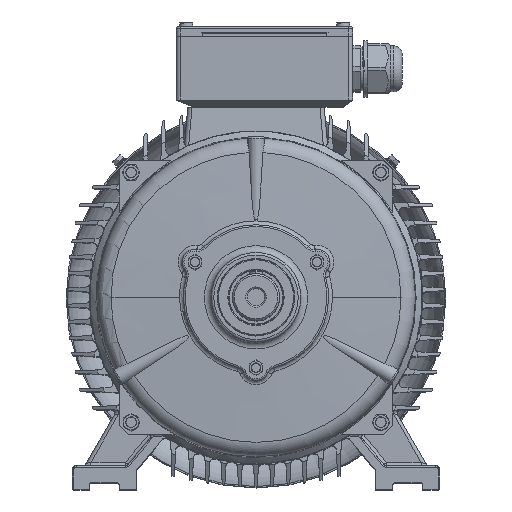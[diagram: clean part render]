
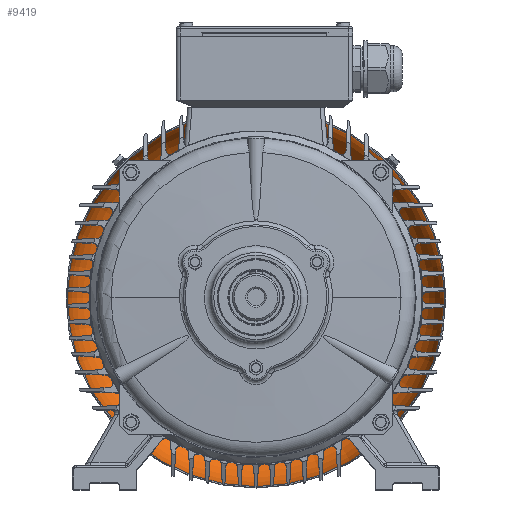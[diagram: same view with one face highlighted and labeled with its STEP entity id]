
A CAD part, top view. The second image highlights one B-rep face of the part: STEP entity #9419.
In plain terms, the highlighted toroidal (fillet/blend) face has major radius 146 mm and minor radius 75 mm.
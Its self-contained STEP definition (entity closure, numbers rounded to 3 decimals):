
#462=TOROIDAL_SURFACE('',#89157,146.,75.);
#3938=FACE_BOUND('',#20195,.T.);
#3939=FACE_BOUND('',#20196,.T.);
#9419=ADVANCED_FACE('',(#3938,#3939),#462,.F.);
#20195=EDGE_LOOP('',(#54001));
#20196=EDGE_LOOP('',(#54002));
#54001=ORIENTED_EDGE('',*,*,#80578,.T.);
#54002=ORIENTED_EDGE('',*,*,#80561,.F.);
#70867=VERTEX_POINT('',#149709);
#70884=VERTEX_POINT('',#149816);
#80561=EDGE_CURVE('',#70867,#70867,#85229,.T.);
#80578=EDGE_CURVE('',#70884,#70884,#85238,.T.);
#85229=CIRCLE('',#89146,221.);
#85238=CIRCLE('',#89156,159.806);
#89146=AXIS2_PLACEMENT_3D('',#149708,#105351,#105352);
#89156=AXIS2_PLACEMENT_3D('',#149815,#105371,#105372);
#89157=AXIS2_PLACEMENT_3D('',#149817,#105373,#105374);
#105351=DIRECTION('',(0.,0.,-1.));
#105352=DIRECTION('',(1.,0.,0.));
#105371=DIRECTION('',(0.,0.,-1.));
#105372=DIRECTION('',(-1.,0.,0.));
#105373=DIRECTION('',(0.,0.,1.));
#105374=DIRECTION('',(1.,0.,0.));
#149708=CARTESIAN_POINT('',(255.034,275.49,-34.206));
#149709=CARTESIAN_POINT('',(476.034,275.49,-34.206));
#149815=CARTESIAN_POINT('',(255.034,275.49,-107.924));
#149816=CARTESIAN_POINT('',(95.227,275.49,-107.924));
#149817=CARTESIAN_POINT('',(255.034,275.49,-34.206));
